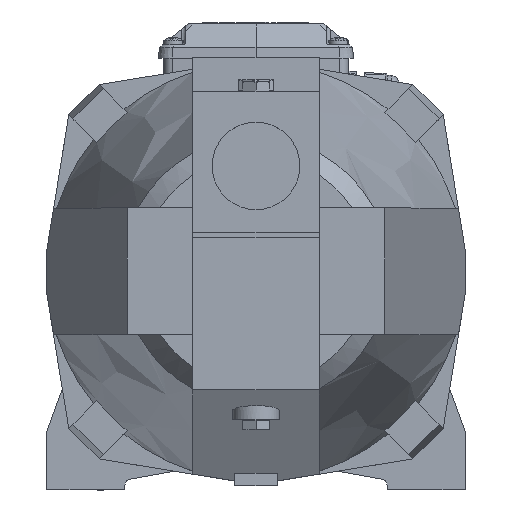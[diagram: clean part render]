
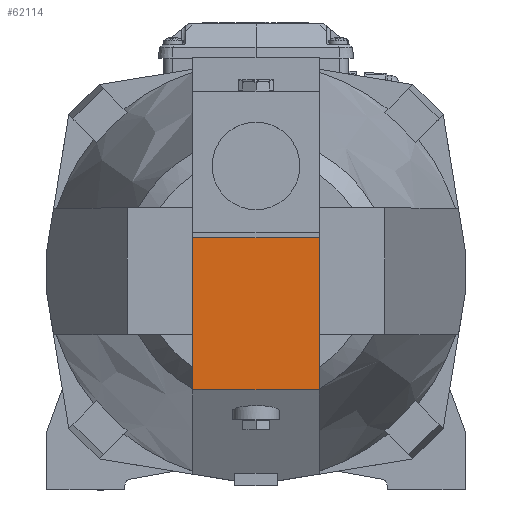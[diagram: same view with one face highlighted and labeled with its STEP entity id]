
A CAD part, top view. The second image highlights one B-rep face of the part: STEP entity #62114.
In plain terms, the highlighted planar face has unit normal (0, 0, 1).
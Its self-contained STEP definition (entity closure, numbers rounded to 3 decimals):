
#1997 = LINE ( 'NONE', #69394, #44913 ) ;
#6173 = DIRECTION ( 'NONE',  ( 1., 0., 0. ) ) ;
#7921 = VECTOR ( 'NONE', #68440, 1000. ) ;
#9936 = EDGE_CURVE ( 'NONE', #41224, #67267, #1997, .T. ) ;
#10400 = VERTEX_POINT ( 'NONE', #29029 ) ;
#12071 = DIRECTION ( 'NONE',  ( 0., 0., 1. ) ) ;
#12131 = CARTESIAN_POINT ( 'NONE',  ( -32.5, 17., 235. ) ) ;
#13568 = CARTESIAN_POINT ( 'NONE',  ( -32.5, -61.143, 235. ) ) ;
#17956 = EDGE_CURVE ( 'NONE', #41224, #33022, #80837, .T. ) ;
#25667 = FACE_OUTER_BOUND ( 'NONE', #56705, .T. ) ;
#25753 = ORIENTED_EDGE ( 'NONE', *, *, #17956, .T. ) ;
#26099 = DIRECTION ( 'NONE',  ( 0., -1., 0. ) ) ;
#26500 = VECTOR ( 'NONE', #6173, 1000. ) ;
#29029 = CARTESIAN_POINT ( 'NONE',  ( 32.5, -61.143, 235. ) ) ;
#29828 = ORIENTED_EDGE ( 'NONE', *, *, #9936, .F. ) ;
#31746 = AXIS2_PLACEMENT_3D ( 'NONE', #46686, #12071, #26099 ) ;
#33022 = VERTEX_POINT ( 'NONE', #40251 ) ;
#33983 = PLANE ( 'NONE',  #31746 ) ;
#36182 = CARTESIAN_POINT ( 'NONE',  ( -32.5, 17., 235. ) ) ;
#40251 = CARTESIAN_POINT ( 'NONE',  ( -32.5, -61.143, 235. ) ) ;
#41224 = VERTEX_POINT ( 'NONE', #12131 ) ;
#41888 = DIRECTION ( 'NONE',  ( 0., -1., 0. ) ) ;
#44836 = EDGE_CURVE ( 'NONE', #33022, #10400, #59196, .T. ) ;
#44913 = VECTOR ( 'NONE', #69833, 1000. ) ;
#46686 = CARTESIAN_POINT ( 'NONE',  ( -32.5, 17., 235. ) ) ;
#46890 = ORIENTED_EDGE ( 'NONE', *, *, #50304, .F. ) ;
#46933 = ORIENTED_EDGE ( 'NONE', *, *, #44836, .T. ) ;
#48317 = LINE ( 'NONE', #75013, #7921 ) ;
#50304 = EDGE_CURVE ( 'NONE', #67267, #10400, #48317, .T. ) ;
#56695 = VECTOR ( 'NONE', #41888, 1000. ) ;
#56705 = EDGE_LOOP ( 'NONE', ( #25753, #46933, #46890, #29828 ) ) ;
#59196 = LINE ( 'NONE', #13568, #26500 ) ;
#62114 = ADVANCED_FACE ( 'NONE', ( #25667 ), #33983, .T. ) ;
#67267 = VERTEX_POINT ( 'NONE', #83063 ) ;
#68440 = DIRECTION ( 'NONE',  ( 0., -1., 0. ) ) ;
#69394 = CARTESIAN_POINT ( 'NONE',  ( -32.5, 17., 235. ) ) ;
#69833 = DIRECTION ( 'NONE',  ( 1., 0., 0. ) ) ;
#75013 = CARTESIAN_POINT ( 'NONE',  ( 32.5, 17., 235. ) ) ;
#80837 = LINE ( 'NONE', #36182, #56695 ) ;
#83063 = CARTESIAN_POINT ( 'NONE',  ( 32.5, 17., 235. ) ) ;
